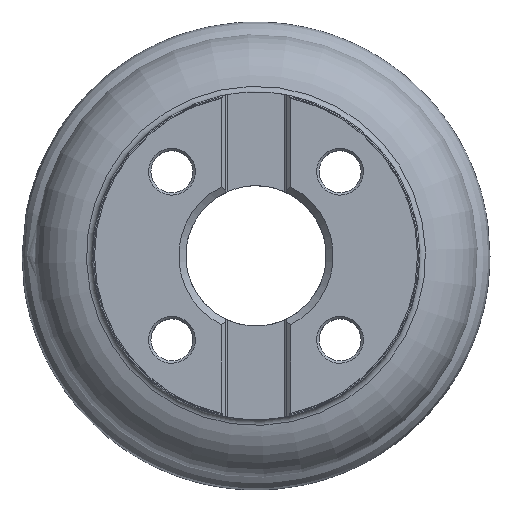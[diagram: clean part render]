
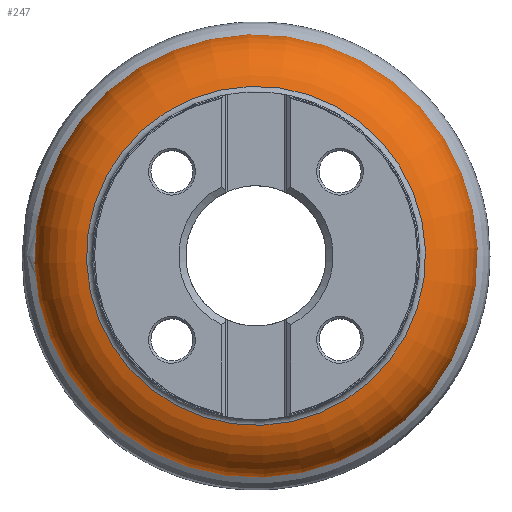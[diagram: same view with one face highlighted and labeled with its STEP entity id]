
A CAD part, top view. The second image highlights one B-rep face of the part: STEP entity #247.
In plain terms, the highlighted toroidal (fillet/blend) face has major radius 67.52 mm and minor radius 27.308 mm.
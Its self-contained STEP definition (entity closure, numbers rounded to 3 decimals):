
#219=TOROIDAL_SURFACE('',#1125,67.52,27.308);
#247=ADVANCED_FACE('CN_SU3',(#334,#335),#219,.T.);
#334=FACE_BOUND('',#407,.T.);
#335=FACE_BOUND('',#408,.T.);
#407=EDGE_LOOP('',(#516));
#408=EDGE_LOOP('',(#517));
#516=ORIENTED_EDGE('',*,*,#804,.T.);
#517=ORIENTED_EDGE('',*,*,#786,.T.);
#703=VERTEX_POINT('',#1579);
#721=VERTEX_POINT('',#1618);
#786=EDGE_CURVE('',#703,#703,#892,.T.);
#804=EDGE_CURVE('',#721,#721,#898,.T.);
#892=CIRCLE('',#1107,94.827);
#898=CIRCLE('',#1124,72.458);
#1107=AXIS2_PLACEMENT_3D('',#1578,#1276,#1277);
#1124=AXIS2_PLACEMENT_3D('',#1617,#1314,#1315);
#1125=AXIS2_PLACEMENT_3D('',#1619,#1316,#1317);
#1276=DIRECTION('',(0.,0.,1.));
#1277=DIRECTION('',(-0.035,0.999,0.));
#1314=DIRECTION('',(0.,0.,-1.));
#1315=DIRECTION('',(0.035,-0.999,0.));
#1316=DIRECTION('',(0.,0.,1.));
#1317=DIRECTION('',(-0.035,0.999,0.));
#1578=CARTESIAN_POINT('',(0.,0.,-45.195));
#1579=CARTESIAN_POINT('',(-3.309,94.769,-45.195));
#1617=CARTESIAN_POINT('',(0.,0.,
-18.337));
#1618=CARTESIAN_POINT('',(2.529,-72.413,-18.337));
#1619=CARTESIAN_POINT('',(0.,0.,
-45.195));
